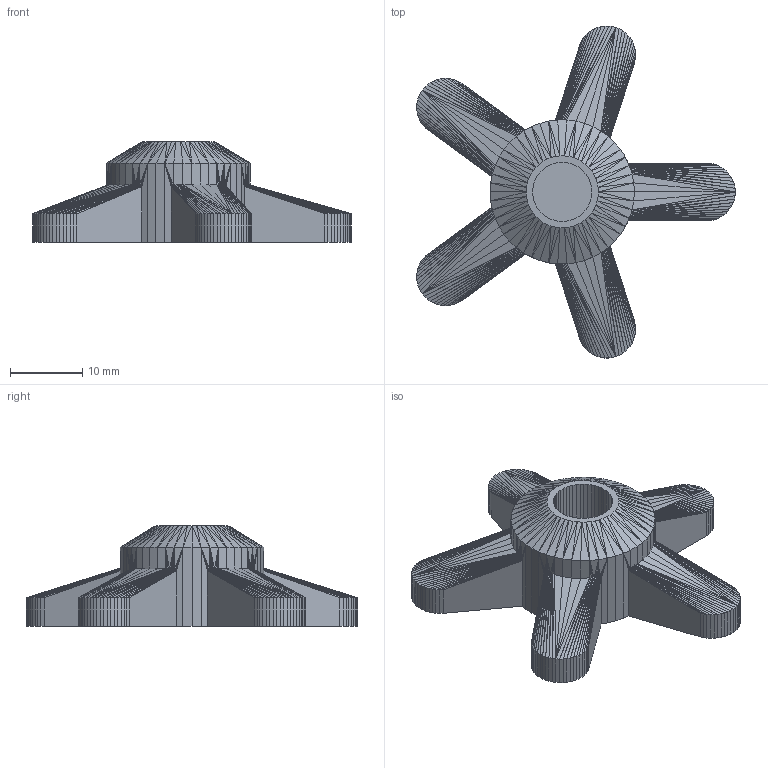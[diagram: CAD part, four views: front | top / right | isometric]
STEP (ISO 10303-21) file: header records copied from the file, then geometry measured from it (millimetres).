
FILE_DESCRIPTION(('FreeCAD Model'),'2;1');
FILE_NAME('spool-holder-knob-x1.step', '2020-02-08T12:49:45',('Author'),(''), 'Open CASCADE STEP processor 7.3','FreeCAD','Unknown');
FILE_SCHEMA(('AUTOMOTIVE_DESIGN { 1 0 10303 214 1 1 1 1 }'));
Length unit declared in the file: millimetre
Products named in the file (1): spool_holder_knob_x1
Bounding box: 44.18 x 46.03 x 14 mm (x, y, z)
Surface area: 3537.2 mm2 (no closed solid volume)
Topology: 0 solids, 1 shells, 748 faces, 1396 edges, 652 vertices
Faces by surface type: plane 748
Entity records: 34504 total; most frequent: CARTESIAN_POINT 6326, DIRECTION 4949, LINE 3451, VECTOR 3451, ORIENTED_EDGE 2792, PCURVE 2792, DEFINITIONAL_REPRESENTATION 2792, EDGE_CURVE 1396
